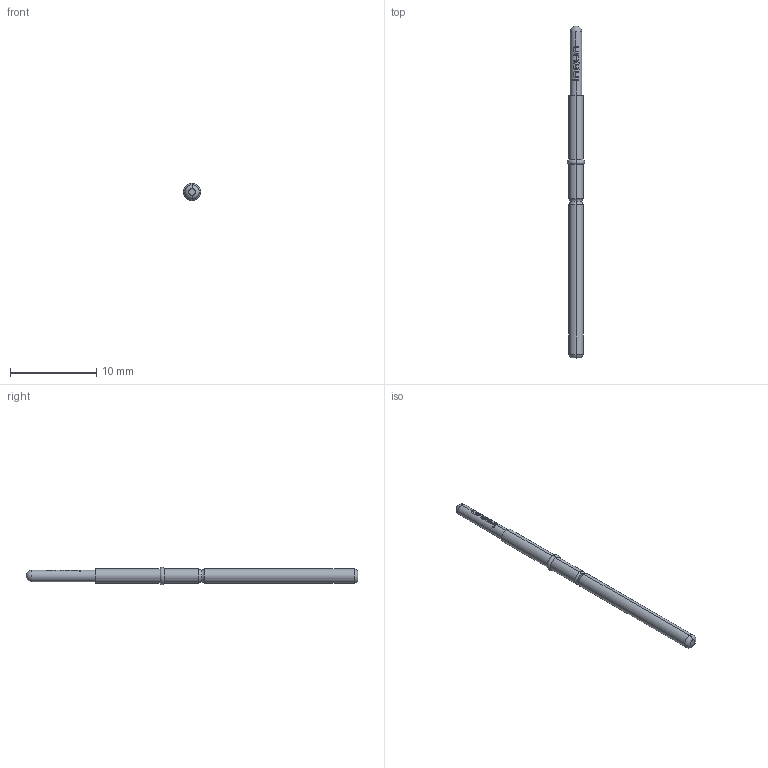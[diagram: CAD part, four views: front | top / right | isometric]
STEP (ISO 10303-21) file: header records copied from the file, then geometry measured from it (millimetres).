
FILE_DESCRIPTION (( 'STEP AP203' ), '1' );
FILE_NAME ('INGUN_GKS-422_305_130_A_xx08.STEP', '2020-09-15T15:32:08', ( '' ), ( '' ), 'SwSTEP 2.0', 'SolidWorks 2018', '' );
FILE_SCHEMA (( 'CONFIG_CONTROL_DESIGN' ));
Length unit declared in the file: millimetre
Products named in the file (1): INGUN_GKS-422_305_130_A_xx08
Bounding box: 2 x 38.4 x 2 mm (x, y, z)
Volume: 75.5 mm3; surface area: 194 mm2
Topology: 1 solids, 1 shells, 100 faces, 279 edges, 182 vertices
Faces by surface type: plane 42, cylinder 27, bspline 22, torus 8, sphere 1
Entity records: 4235 total; most frequent: CARTESIAN_POINT 2093, ORIENTED_EDGE 552, EDGE_CURVE 276, DIRECTION 240, B_SPLINE_CURVE_WITH_KNOTS 222, VERTEX_POINT 180, AXIS2_PLACEMENT_3D 107, EDGE_LOOP 102
